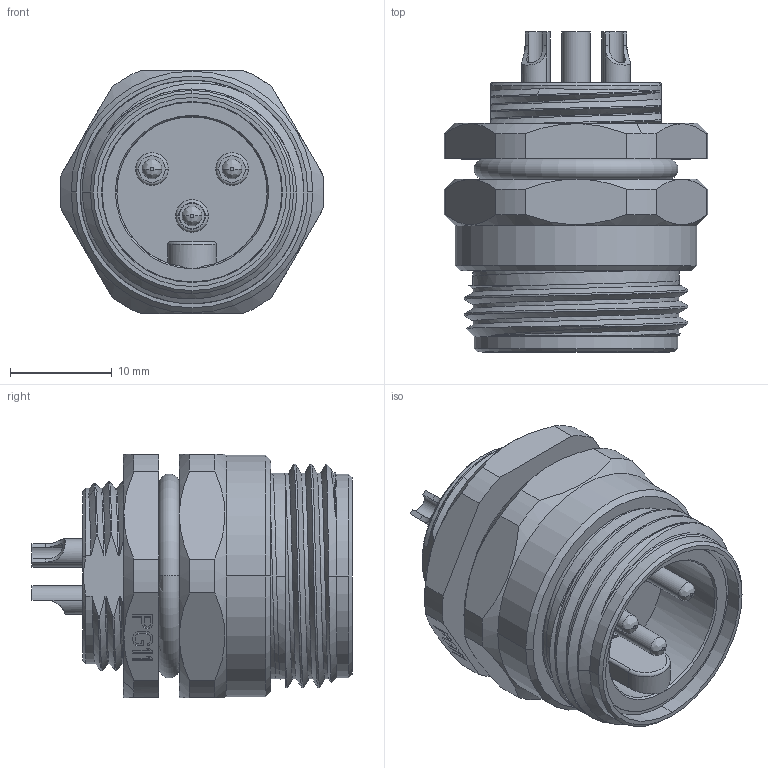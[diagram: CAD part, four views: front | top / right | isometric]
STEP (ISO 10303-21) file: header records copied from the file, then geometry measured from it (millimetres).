
FILE_DESCRIPTION((''),'2;1');
FILE_NAME('7_8-M03-BK-PG11_SW0001','2024-03-20T',('13288'),(''),'PRO/ENGINEER BY PARAMETRIC TECHNOLOGY CORPORATION, 2012480','PRO/ENGINEER BY PARAMETRIC TECHNOLOGY CORPORATION, 2012480','');
FILE_SCHEMA(('CONFIG_CONTROL_DESIGN'));
Length unit declared in the file: inch
Products named in the file (1): 7_8-M03-BK-PG11_SW0001
Bounding box: 25.98 x 31.5 x 24 mm (x, y, z)
Volume: 8654.6 mm3; surface area: 6253.7 mm2
Topology: 2 solids, 2 shells, 407 faces, 1149 edges, 738 vertices
Faces by surface type: plane 222, cylinder 75, bspline 71, cone 27, torus 12
Entity records: 18630 total; most frequent: CARTESIAN_POINT 8568, ORIENTED_EDGE 2286, DIRECTION 1770, EDGE_CURVE 1143, VERTEX_POINT 738, VECTOR 730, LINE 730, AXIS2_PLACEMENT_3D 520
